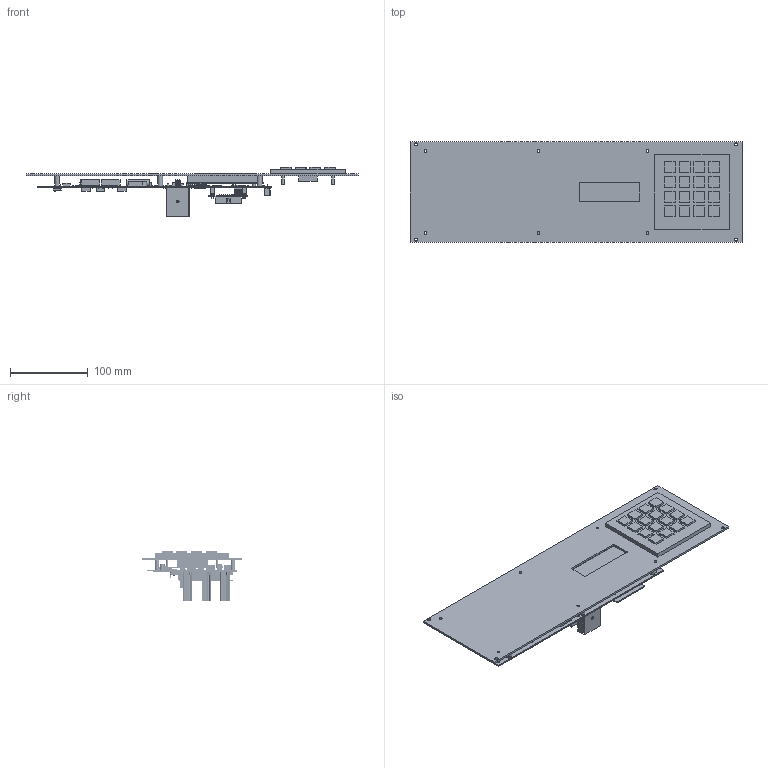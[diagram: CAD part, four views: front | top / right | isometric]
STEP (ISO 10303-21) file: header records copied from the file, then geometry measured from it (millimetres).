
FILE_DESCRIPTION(('Open CASCADE Model'),'2;1');
FILE_NAME('Open CASCADE Shape Model','2017-09-08T09:15:54',('Author'),( 'Open CASCADE'),'Open CASCADE STEP processor 6.8','Open CASCADE 6.8' ,'Unknown');
FILE_SCHEMA(('AUTOMOTIVE_DESIGN { 1 0 10303 214 1 1 1 1 }'));
Length unit declared in the file: millimetre
Products named in the file (374): PCB; Board; X16; 760508680; Extruded; R84; 760507728; R83; R82; R81; R75; R74; R73; X15; X14; X12; X10; X9; 760508816; X8; MP10; 9774030243; MP9; MP8; MP7; MP6; 9774140360; MP5; MP4; MP3; MP2; MP1; X7; 901361103; Open CASCADE STEP translator 6.8 1.26.1.1; Open CASCADE STEP translator 6.8 1.26.1.2; X6; 901361102; Open CASCADE STEP translator 6.8 1.27.1.1; Open CASCADE STEP translator 6.8 1.27.1.2 ...
Assembly tree (644 placements, depth 6):
  PCB
    Board
    X16
      760508680
        Extruded
    R84
      760507728
        Extruded
    R83
      760507728
        Extruded
    R82
      760507728
        Extruded
    R81
      760507728
        Extruded
    R75
      760507728
        Extruded
    R74
      760507728
        Extruded
    R73
      760507728
        Extruded
    X15
      760508680
        Extruded
    X14
      760508680
        Extruded
    X12
      760508680
        Extruded
    X10
      760508680
        Extruded
    X9
      760508816
        Extruded
    X8
      760508680
        Extruded
    MP10
      9774030243
    MP9
      9774030243
    MP8
      9774030243
    MP7
      9774030243
    MP6
      9774140360
    MP5
      9774140360
    MP4
      9774140360
    MP3
      9774140360
Bounding box: 426.52 x 128.7 x 63.3 mm (x, y, z)
Volume: 398919.8 mm3; surface area: 340163.2 mm2
Topology: 478 solids, 481 shells, 13535 faces, 32912 edges, 20662 vertices
Faces by surface type: plane 9380, cylinder 2046, bspline 1522, sphere 294, torus 275, extrusion 16, cone 2
Full cylindrical faces by diameter (mm): 0.13 x206, 0.5 x1, 0.562 x1, 0.7 x25, 0.89 x15, 1 x87, 1.07 x8, 1.1 x30, 1.567 x4, 1.7 x14, 1.8 x14, 2.459 x6, 2.7 x6, 2.8 x4, 3 x5, 4.2 x6, 4.35 x4, 4.4 x6, 5.688 x1, 6 x6, 6.5 x1, 7.9 x3, 11.44 x3
Entity records: 248252 total; most frequent: CARTESIAN_POINT 70532, ORIENTED_EDGE 30239, DIRECTION 29159, EDGE_CURVE 15122, VECTOR 11741, LINE 11725, VERTEX_POINT 9348, AXIS2_PLACEMENT_3D 8709
